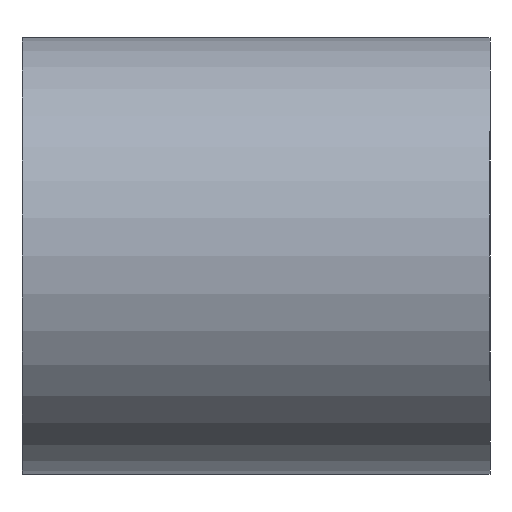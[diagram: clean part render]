
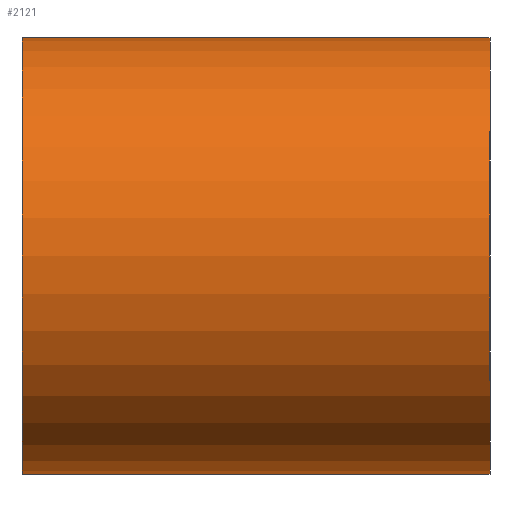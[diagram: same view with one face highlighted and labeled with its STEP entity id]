
A CAD part, left-side view. The second image highlights one B-rep face of the part: STEP entity #2121.
In plain terms, the highlighted cylindrical face has radius 7 mm (diameter 14 mm), a partial arc.
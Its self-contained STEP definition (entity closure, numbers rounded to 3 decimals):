
#31 = CARTESIAN_POINT ( 'NONE',  ( 0., 13.586, 7. ) ) ;
#32 = DIRECTION ( 'NONE',  ( 0., 1., 0. ) ) ;
#257 = CARTESIAN_POINT ( 'NONE',  ( 0., 13.586, -7. ) ) ;
#258 = DIRECTION ( 'NONE',  ( 0., 1., 0. ) ) ;
#397 = CARTESIAN_POINT ( 'NONE',  ( 0., 13.586, 0. ) ) ;
#398 = DIRECTION ( 'NONE',  ( 0., 1., 0. ) ) ;
#399 = DIRECTION ( 'NONE',  ( 0., 0., 1. ) ) ;
#832 = ORIENTED_EDGE ( 'NONE', *, *, #1324, .F. ) ;
#834 = ORIENTED_EDGE ( 'NONE', *, *, #2076, .F. ) ;
#835 = ORIENTED_EDGE ( 'NONE', *, *, #1322, .F. ) ;
#836 = ORIENTED_EDGE ( 'NONE', *, *, #2162, .T. ) ;
#953 = EDGE_LOOP ( 'NONE', ( #834, #835, #836, #832 ) ) ;
#1015 = VERTEX_POINT ( 'NONE', #1815 ) ;
#1053 = VERTEX_POINT ( 'NONE', #1937 ) ;
#1054 = VERTEX_POINT ( 'NONE', #1936 ) ;
#1055 = VERTEX_POINT ( 'NONE', #1935 ) ;
#1177 = LINE ( 'NONE', #257, #1768 ) ;
#1232 = AXIS2_PLACEMENT_3D ( 'NONE', #397, #398, #399 ) ;
#1322 = EDGE_CURVE ( 'NONE', #1055, #1015, #1544, .T. ) ;
#1324 = EDGE_CURVE ( 'NONE', #1054, #1053, #1637, .T. ) ;
#1544 = CIRCLE ( 'NONE', #1642, 7. ) ;
#1626 = AXIS2_PLACEMENT_3D ( 'NONE', #1856, #1855, #1854 ) ;
#1637 = CIRCLE ( 'NONE', #1626, 7. ) ;
#1642 = AXIS2_PLACEMENT_3D ( 'NONE', #1862, #1861, #1860 ) ;
#1646 = CYLINDRICAL_SURFACE ( 'NONE', #1232, 7. ) ;
#1684 = LINE ( 'NONE', #31, #2003 ) ;
#1685 = FACE_OUTER_BOUND ( 'NONE', #953, .T. ) ;
#1768 = VECTOR ( 'NONE', #258, 1000. ) ;
#1815 = CARTESIAN_POINT ( 'NONE',  ( 0., -9., -7. ) ) ;
#1854 = DIRECTION ( 'NONE',  ( 0., 0., 1. ) ) ;
#1855 = DIRECTION ( 'NONE',  ( 0., 1., 0. ) ) ;
#1856 = CARTESIAN_POINT ( 'NONE',  ( 0., 6., 0. ) ) ;
#1860 = DIRECTION ( 'NONE',  ( 0., 0., -1. ) ) ;
#1861 = DIRECTION ( 'NONE',  ( 0., -1., 0. ) ) ;
#1862 = CARTESIAN_POINT ( 'NONE',  ( 0., -9., 0. ) ) ;
#1935 = CARTESIAN_POINT ( 'NONE',  ( 0., -9., 7. ) ) ;
#1936 = CARTESIAN_POINT ( 'NONE',  ( 0., 6., -7. ) ) ;
#1937 = CARTESIAN_POINT ( 'NONE',  ( 0., 6., 7. ) ) ;
#2003 = VECTOR ( 'NONE', #32, 1000. ) ;
#2076 = EDGE_CURVE ( 'NONE', #1015, #1054, #1177, .T. ) ;
#2121 = ADVANCED_FACE ( 'NONE', ( #1685 ), #1646, .T. ) ;
#2162 = EDGE_CURVE ( 'NONE', #1055, #1053, #1684, .T. ) ;
